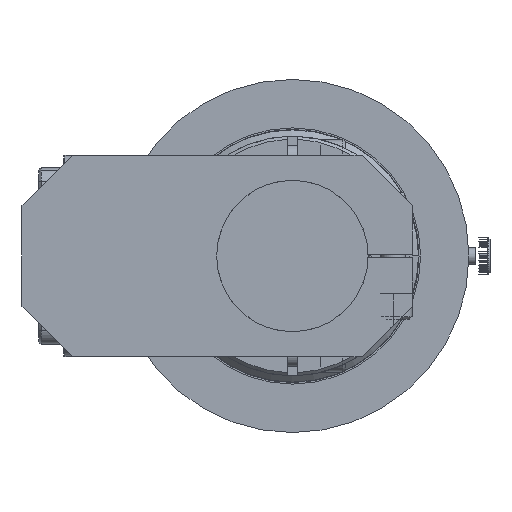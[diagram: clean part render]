
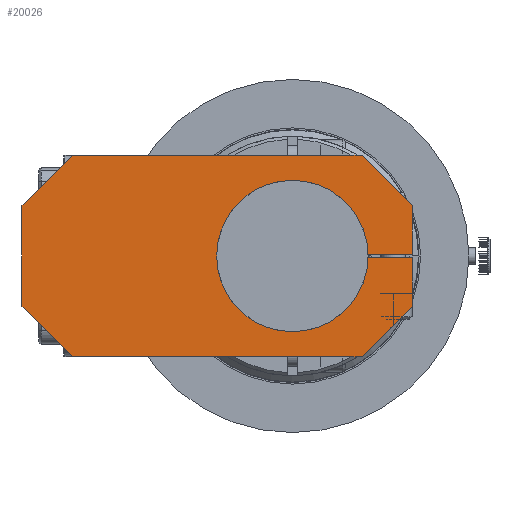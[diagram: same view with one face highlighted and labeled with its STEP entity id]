
A CAD part, left-side view. The second image highlights one B-rep face of the part: STEP entity #20026.
In plain terms, the highlighted planar face has unit normal (-1, 0, 0).
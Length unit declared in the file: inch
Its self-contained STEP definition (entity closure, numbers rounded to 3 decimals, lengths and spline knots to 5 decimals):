
#241 = EDGE_LOOP ( 'NONE', ( #12668, #12669, #12670, #12671, #12672, #12673, #12674, #12675, #12676, #12679, #12680, #12681 ) ) ;
#3516 = FACE_OUTER_BOUND ( 'NONE', #241, .T. ) ;
#4212 = AXIS2_PLACEMENT_3D ( 'NONE', #7043, #7018, #7017 ) ;
#5715 = VERTEX_POINT ( 'NONE', #21020 ) ;
#5792 = VERTEX_POINT ( 'NONE', #20764 ) ;
#5865 = VERTEX_POINT ( 'NONE', #20495 ) ;
#5875 = VERTEX_POINT ( 'NONE', #20446 ) ;
#5881 = VERTEX_POINT ( 'NONE', #20430 ) ;
#5934 = VERTEX_POINT ( 'NONE', #20274 ) ;
#5984 = VERTEX_POINT ( 'NONE', #21581 ) ;
#5992 = VERTEX_POINT ( 'NONE', #21572 ) ;
#6036 = VERTEX_POINT ( 'NONE', #21507 ) ;
#6068 = VERTEX_POINT ( 'NONE', #21468 ) ;
#6123 = VERTEX_POINT ( 'NONE', #21400 ) ;
#6146 = VERTEX_POINT ( 'NONE', #21376 ) ;
#7017 = DIRECTION ( 'NONE',  ( 0., 0., 1. ) ) ;
#7018 = DIRECTION ( 'NONE',  ( -1., 0., 0. ) ) ;
#7033 = PLANE ( 'NONE',  #4212 ) ;
#7043 = CARTESIAN_POINT ( 'NONE',  ( -22.966, 2.68, 1. ) ) ;
#12668 = ORIENTED_EDGE ( 'NONE', *, *, #17394, .T. ) ;
#12669 = ORIENTED_EDGE ( 'NONE', *, *, #17411, .F. ) ;
#12670 = ORIENTED_EDGE ( 'NONE', *, *, #17405, .T. ) ;
#12671 = ORIENTED_EDGE ( 'NONE', *, *, #17398, .F. ) ;
#12672 = ORIENTED_EDGE ( 'NONE', *, *, #17386, .T. ) ;
#12673 = ORIENTED_EDGE ( 'NONE', *, *, #17396, .F. ) ;
#12674 = ORIENTED_EDGE ( 'NONE', *, *, #17387, .T. ) ;
#12675 = ORIENTED_EDGE ( 'NONE', *, *, #17390, .F. ) ;
#12676 = ORIENTED_EDGE ( 'NONE', *, *, #17377, .T. ) ;
#12679 = ORIENTED_EDGE ( 'NONE', *, *, #17413, .F. ) ;
#12680 = ORIENTED_EDGE ( 'NONE', *, *, #17367, .T. ) ;
#12681 = ORIENTED_EDGE ( 'NONE', *, *, #17412, .T. ) ;
#14012 = CIRCLE ( 'NONE', #16952, 0.75 ) ;
#14015 = VECTOR ( 'NONE', #22800, 39.37008 ) ;
#14016 = LINE ( 'NONE', #22801, #14015 ) ;
#14020 = VECTOR ( 'NONE', #22795, 39.37008 ) ;
#14022 = LINE ( 'NONE', #22796, #14020 ) ;
#14026 = VECTOR ( 'NONE', #22814, 39.37008 ) ;
#14027 = LINE ( 'NONE', #22815, #14026 ) ;
#14039 = VECTOR ( 'NONE', #22830, 39.37008 ) ;
#14042 = VECTOR ( 'NONE', #22834, 39.37008 ) ;
#14043 = LINE ( 'NONE', #22835, #14042 ) ;
#14046 = VECTOR ( 'NONE', #22838, 39.37008 ) ;
#14047 = LINE ( 'NONE', #22839, #14046 ) ;
#14054 = VECTOR ( 'NONE', #22846, 39.37008 ) ;
#14055 = LINE ( 'NONE', #22847, #14054 ) ;
#14060 = VECTOR ( 'NONE', #22852, 39.37008 ) ;
#14061 = LINE ( 'NONE', #22853, #14060 ) ;
#14062 = VECTOR ( 'NONE', #22854, 39.37008 ) ;
#14063 = LINE ( 'NONE', #22855, #14062 ) ;
#14068 = LINE ( 'NONE', #22843, #14039 ) ;
#14079 = VECTOR ( 'NONE', #22874, 39.37008 ) ;
#14080 = LINE ( 'NONE', #22875, #14079 ) ;
#14097 = VECTOR ( 'NONE', #22898, 39.37008 ) ;
#14098 = LINE ( 'NONE', #22899, #14097 ) ;
#16952 = AXIS2_PLACEMENT_3D ( 'NONE', #22813, #22798, #22797 ) ;
#17367 = EDGE_CURVE ( 'NONE', #5984, #6036, #14098, .T. ) ;
#17377 = EDGE_CURVE ( 'NONE', #5934, #6123, #14080, .T. ) ;
#17386 = EDGE_CURVE ( 'NONE', #5865, #5715, #14063, .T. ) ;
#17387 = EDGE_CURVE ( 'NONE', #5875, #5881, #14061, .T. ) ;
#17390 = EDGE_CURVE ( 'NONE', #5934, #5881, #14055, .T. ) ;
#17394 = EDGE_CURVE ( 'NONE', #5792, #6068, #14047, .T. ) ;
#17396 = EDGE_CURVE ( 'NONE', #5875, #5715, #14043, .T. ) ;
#17398 = EDGE_CURVE ( 'NONE', #5865, #6146, #14068, .T. ) ;
#17405 = EDGE_CURVE ( 'NONE', #5992, #6146, #14027, .T. ) ;
#17411 = EDGE_CURVE ( 'NONE', #5992, #6068, #14016, .T. ) ;
#17412 = EDGE_CURVE ( 'NONE', #6036, #5792, #14012, .T. ) ;
#17413 = EDGE_CURVE ( 'NONE', #5984, #6123, #14022, .T. ) ;
#20026 = ADVANCED_FACE ( 'NONE', ( #3516 ), #7033, .T. ) ;
#20274 = CARTESIAN_POINT ( 'NONE',  ( -22.966, -0.69, -1. ) ) ;
#20430 = CARTESIAN_POINT ( 'NONE',  ( -22.966, 2.18, -1. ) ) ;
#20446 = CARTESIAN_POINT ( 'NONE',  ( -22.966, 2.68, -0.5 ) ) ;
#20495 = CARTESIAN_POINT ( 'NONE',  ( -22.966, 2.18, 1. ) ) ;
#20764 = CARTESIAN_POINT ( 'NONE',  ( -22.966, -0.74984, 0.01563 ) ) ;
#21020 = CARTESIAN_POINT ( 'NONE',  ( -22.966, 2.68, 0.5 ) ) ;
#21376 = CARTESIAN_POINT ( 'NONE',  ( -22.966, -0.69, 1. ) ) ;
#21400 = CARTESIAN_POINT ( 'NONE',  ( -22.966, -1.19, -0.5 ) ) ;
#21468 = CARTESIAN_POINT ( 'NONE',  ( -22.966, -1.19, 0.01563 ) ) ;
#21507 = CARTESIAN_POINT ( 'NONE',  ( -22.966, -0.74984, -0.01563 ) ) ;
#21572 = CARTESIAN_POINT ( 'NONE',  ( -22.966, -1.19, 0.5 ) ) ;
#21581 = CARTESIAN_POINT ( 'NONE',  ( -22.966, -1.19, -0.01563 ) ) ;
#22795 = DIRECTION ( 'NONE',  ( 0., 0., -1. ) ) ;
#22796 = CARTESIAN_POINT ( 'NONE',  ( -22.966, -1.19, 1. ) ) ;
#22797 = DIRECTION ( 'NONE',  ( 0., 0., -1. ) ) ;
#22798 = DIRECTION ( 'NONE',  ( 1., 0., 0. ) ) ;
#22800 = DIRECTION ( 'NONE',  ( 0., 0., -1. ) ) ;
#22801 = CARTESIAN_POINT ( 'NONE',  ( -22.966, -1.19, 1. ) ) ;
#22813 = CARTESIAN_POINT ( 'NONE',  ( -22.966, 0., 0. ) ) ;
#22814 = DIRECTION ( 'NONE',  ( 0., 0.707, 0.707 ) ) ;
#22815 = CARTESIAN_POINT ( 'NONE',  ( -22.966, 0.995, 2.685 ) ) ;
#22830 = DIRECTION ( 'NONE',  ( 0., -1., 0. ) ) ;
#22834 = DIRECTION ( 'NONE',  ( 0., 0., 1. ) ) ;
#22835 = CARTESIAN_POINT ( 'NONE',  ( -22.966, 2.68, 1. ) ) ;
#22838 = DIRECTION ( 'NONE',  ( 0., -1., 0. ) ) ;
#22839 = CARTESIAN_POINT ( 'NONE',  ( -22.966, -0.64618, 0.01563 ) ) ;
#22843 = CARTESIAN_POINT ( 'NONE',  ( -22.966, -1.19, 1. ) ) ;
#22846 = DIRECTION ( 'NONE',  ( 0., 1., 0. ) ) ;
#22847 = CARTESIAN_POINT ( 'NONE',  ( -22.966, -1.19, -1. ) ) ;
#22852 = DIRECTION ( 'NONE',  ( 0., -0.707, -0.707 ) ) ;
#22853 = CARTESIAN_POINT ( 'NONE',  ( -22.966, 3.43, 0.25 ) ) ;
#22854 = DIRECTION ( 'NONE',  ( 0., 0.707, -0.707 ) ) ;
#22855 = CARTESIAN_POINT ( 'NONE',  ( -22.966, 2.43, 0.75 ) ) ;
#22874 = DIRECTION ( 'NONE',  ( 0., -0.707, 0.707 ) ) ;
#22875 = CARTESIAN_POINT ( 'NONE',  ( -22.966, -0.005, -1.685 ) ) ;
#22898 = DIRECTION ( 'NONE',  ( 0., 1., 0. ) ) ;
#22899 = CARTESIAN_POINT ( 'NONE',  ( -22.966, -0.64618, -0.01563 ) ) ;
